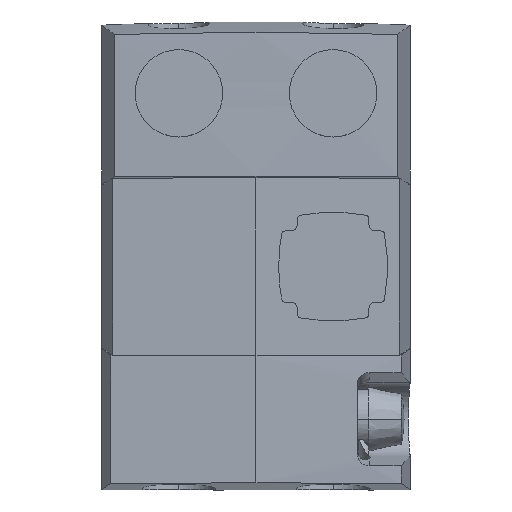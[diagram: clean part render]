
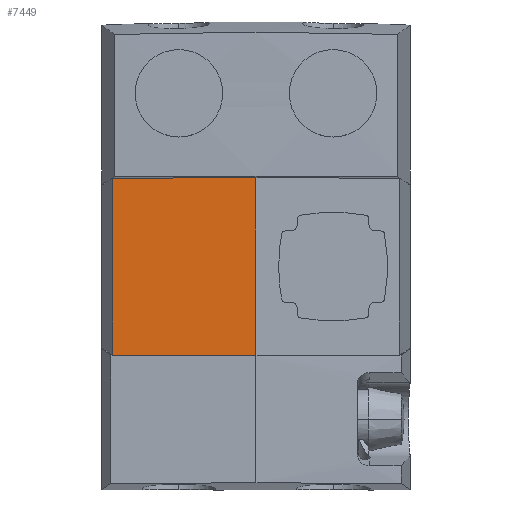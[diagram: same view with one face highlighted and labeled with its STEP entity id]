
A CAD part, top view. The second image highlights one B-rep face of the part: STEP entity #7449.
In plain terms, the highlighted cylindrical face has radius 2500 mm (diameter 5000 mm), a partial arc.
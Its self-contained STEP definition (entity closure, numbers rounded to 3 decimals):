
#144 = EDGE_CURVE ( 'NONE', #213, #3760, #695, .T. ) ;
#199 = EDGE_CURVE ( 'NONE', #3442, #3760, #2688, .T. ) ;
#213 = VERTEX_POINT ( 'NONE', #1363 ) ;
#381 = CARTESIAN_POINT ( 'NONE',  ( 0., 72.116, 92.182 ) ) ;
#398 = VECTOR ( 'NONE', #4583, 1000. ) ;
#521 = CARTESIAN_POINT ( 'NONE',  ( -116.333, -71.751, 89.474 ) ) ;
#695 = B_SPLINE_CURVE_WITH_KNOTS ( 'NONE', 3,
 ( #883, #6293, #3252, #5668 ),
 .UNSPECIFIED., .F., .F.,
 ( 4, 4 ),
 ( 0.014, 0.13 ),
 .UNSPECIFIED. ) ;
#883 = CARTESIAN_POINT ( 'NONE',  ( -116.333, 71.751, 89.474 ) ) ;
#1301 = ORIENTED_EDGE ( 'NONE', *, *, #5452, .F. ) ;
#1363 = CARTESIAN_POINT ( 'NONE',  ( -116.333, 71.751, 89.474 ) ) ;
#1484 = DIRECTION ( 'NONE',  ( 0., 1., 0. ) ) ;
#1993 = VECTOR ( 'NONE', #2830, 1000. ) ;
#2337 = CARTESIAN_POINT ( 'NONE',  ( -19.422, -72.116, 92.182 ) ) ;
#2688 = LINE ( 'NONE', #5133, #398 ) ;
#2730 = B_SPLINE_CURVE_WITH_KNOTS ( 'NONE', 3,
 ( #5345, #2337, #4803, #5913, #521 ),
 .UNSPECIFIED., .F., .F.,
 ( 4, 1, 4 ),
 ( 9.558, 9.616, 9.674 ),
 .UNSPECIFIED. ) ;
#2830 = DIRECTION ( 'NONE',  ( 0., 1., 0. ) ) ;
#3025 = CARTESIAN_POINT ( 'NONE',  ( 0., -72.116, 92.182 ) ) ;
#3087 = ORIENTED_EDGE ( 'NONE', *, *, #144, .F. ) ;
#3171 = FACE_OUTER_BOUND ( 'NONE', #3734, .T. ) ;
#3182 = ORIENTED_EDGE ( 'NONE', *, *, #6843, .F. ) ;
#3252 = CARTESIAN_POINT ( 'NONE',  ( -38.778, 72.116, 92.182 ) ) ;
#3408 = LINE ( 'NONE', #5818, #1993 ) ;
#3442 = VERTEX_POINT ( 'NONE', #3025 ) ;
#3663 = CARTESIAN_POINT ( 'NONE',  ( 0., -80., -2407.818 ) ) ;
#3734 = EDGE_LOOP ( 'NONE', ( #1301, #6013, #3087, #3182 ) ) ;
#3760 = VERTEX_POINT ( 'NONE', #381 ) ;
#3804 = CARTESIAN_POINT ( 'NONE',  ( -116.333, -71.751, 89.474 ) ) ;
#4271 = CYLINDRICAL_SURFACE ( 'NONE', #6311, 2500. ) ;
#4583 = DIRECTION ( 'NONE',  ( 0., 1., 0. ) ) ;
#4803 = CARTESIAN_POINT ( 'NONE',  ( -58.233, -72.055, 91.729 ) ) ;
#5133 = CARTESIAN_POINT ( 'NONE',  ( 0., -80., 92.182 ) ) ;
#5345 = CARTESIAN_POINT ( 'NONE',  ( 0., -72.116, 92.182 ) ) ;
#5452 = EDGE_CURVE ( 'NONE', #3442, #5494, #2730, .T. ) ;
#5494 = VERTEX_POINT ( 'NONE', #3804 ) ;
#5668 = CARTESIAN_POINT ( 'NONE',  ( 0., 72.116, 92.182 ) ) ;
#5818 = CARTESIAN_POINT ( 'NONE',  ( -116.333, -80., 89.474 ) ) ;
#5913 = CARTESIAN_POINT ( 'NONE',  ( -96.977, -71.872, 90.376 ) ) ;
#6013 = ORIENTED_EDGE ( 'NONE', *, *, #199, .T. ) ;
#6293 = CARTESIAN_POINT ( 'NONE',  ( -77.555, 71.994, 91.28 ) ) ;
#6311 = AXIS2_PLACEMENT_3D ( 'NONE', #3663, #1484, #7060 ) ;
#6843 = EDGE_CURVE ( 'NONE', #5494, #213, #3408, .T. ) ;
#7060 = DIRECTION ( 'NONE',  ( 0., 0., 1. ) ) ;
#7449 = ADVANCED_FACE ( 'NONE', ( #3171 ), #4271, .T. ) ;
